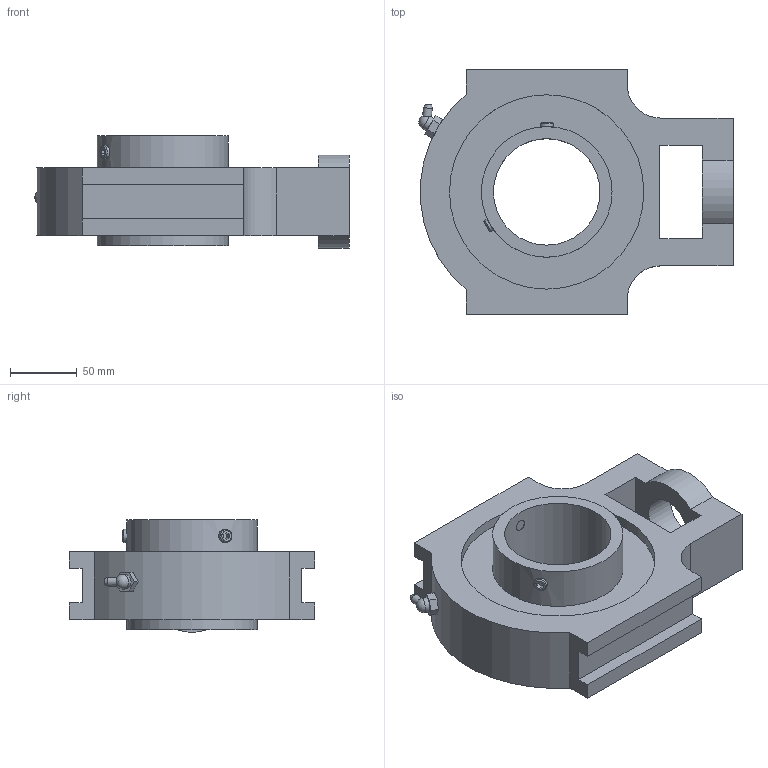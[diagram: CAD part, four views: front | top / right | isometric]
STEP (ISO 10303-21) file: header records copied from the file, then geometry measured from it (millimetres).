
FILE_DESCRIPTION( ( 'STEP AP203' ), '1' );
FILE_NAME( 'UCT216D1(80,D1).stp', '2019-08-08T07:46:40', ( '' ), ( '' ), ' ', 'PARTsolutions', ' ' );
FILE_SCHEMA( ( 'CONFIG_CONTROL_DESIGN' ) );
Length unit declared in the file: millimetre
Products named in the file (3): UCT216D1(80,D1); _UCT216D1UCT Housing; _GB-PF1/4GNUCT
Assembly tree (2 placements, depth 2):
  UCT216D1(80,D1)
    _UCT216D1UCT Housing
    _GB-PF1/4GNUCT
Bounding box: 235.98 x 184 x 84.18 mm (x, y, z)
Volume: 1267410.8 mm3; surface area: 154296.9 mm2
Topology: 2 solids, 2 shells, 77 faces, 193 edges, 128 vertices
Faces by surface type: plane 54, cylinder 17, cone 5, sphere 1
Full cylindrical faces by diameter (mm): 6.6 x1, 8.466 x2, 10 x2, 11 x1, 41 x1, 80 x1, 98.1 x2, 146 x2
Entity records: 2548 total; most frequent: CARTESIAN_POINT 671, DIRECTION 358, ORIENTED_EDGE 336, EDGE_CURVE 168, LINE 128, VECTOR 128, VERTEX_POINT 122, AXIS2_PLACEMENT_3D 115
